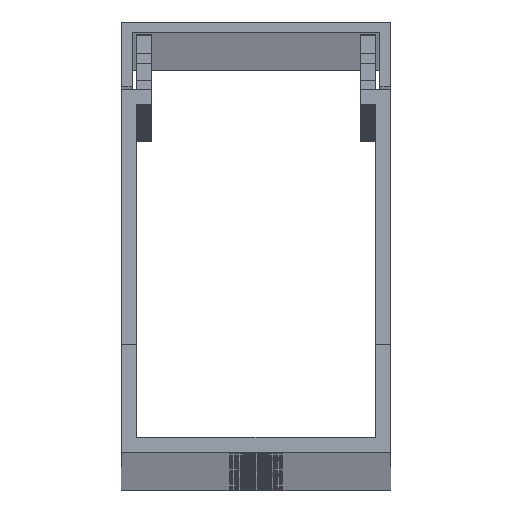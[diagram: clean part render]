
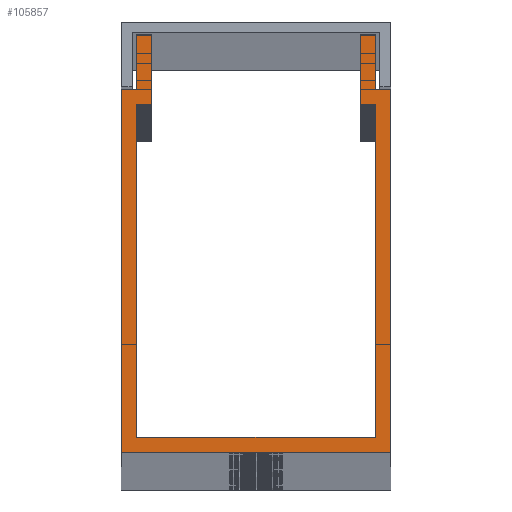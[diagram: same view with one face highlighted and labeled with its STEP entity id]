
A CAD part, top view. The second image highlights one B-rep face of the part: STEP entity #105857.
In plain terms, the highlighted planar face has unit normal (0, 0, 1).
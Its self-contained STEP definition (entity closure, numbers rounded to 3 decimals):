
#382 = CARTESIAN_POINT ( 'NONE',  ( -12.5, 33.75, 1000. ) ) ;
#1553 = CARTESIAN_POINT ( 'NONE',  ( 12.5, 0., 1000. ) ) ;
#4289 = ORIENTED_EDGE ( 'NONE', *, *, #50695, .T. ) ;
#4337 = CARTESIAN_POINT ( 'NONE',  ( -11.1, 33.75, 1000. ) ) ;
#11060 = DIRECTION ( 'NONE',  ( 1., 0., 0. ) ) ;
#11929 = EDGE_CURVE ( 'NONE', #194721, #111302, #100562, .T. ) ;
#14474 = CARTESIAN_POINT ( 'NONE',  ( 9.7, 32.35, 1000. ) ) ;
#20844 = ORIENTED_EDGE ( 'NONE', *, *, #11929, .T. ) ;
#21049 = LINE ( 'NONE', #80611, #110928 ) ;
#23897 = LINE ( 'NONE', #175269, #198337 ) ;
#24936 = VECTOR ( 'NONE', #72316, 1000. ) ;
#25088 = CARTESIAN_POINT ( 'NONE',  ( 11.1, 33.75, 1000. ) ) ;
#30098 = ORIENTED_EDGE ( 'NONE', *, *, #115116, .T. ) ;
#30230 = LINE ( 'NONE', #207578, #24936 ) ;
#30499 = CARTESIAN_POINT ( 'NONE',  ( 12.5, 0., 1000. ) ) ;
#35999 = VECTOR ( 'NONE', #194804, 1000. ) ;
#36208 = VERTEX_POINT ( 'NONE', #14474 ) ;
#37213 = AXIS2_PLACEMENT_3D ( 'NONE', #4337, #38208, #156373 ) ;
#38208 = DIRECTION ( 'NONE',  ( 0., 0., 1. ) ) ;
#38534 = ORIENTED_EDGE ( 'NONE', *, *, #101493, .T. ) ;
#40428 = VERTEX_POINT ( 'NONE', #90901 ) ;
#44118 = DIRECTION ( 'NONE',  ( 0., -1., 0. ) ) ;
#44591 = CARTESIAN_POINT ( 'NONE',  ( 11.1, 10.245, 1000. ) ) ;
#47642 = VERTEX_POINT ( 'NONE', #193954 ) ;
#48827 = CARTESIAN_POINT ( 'NONE',  ( -9.7, 38.8, 1000. ) ) ;
#49732 = DIRECTION ( 'NONE',  ( 0., 1., 0. ) ) ;
#50695 = EDGE_CURVE ( 'NONE', #40428, #151291, #138033, .T. ) ;
#51284 = EDGE_CURVE ( 'NONE', #158580, #138751, #135118, .T. ) ;
#53345 = DIRECTION ( 'NONE',  ( -1., 0., 0. ) ) ;
#59519 = VERTEX_POINT ( 'NONE', #138305 ) ;
#68528 = EDGE_CURVE ( 'NONE', #59519, #158580, #167043, .T. ) ;
#70520 = ORIENTED_EDGE ( 'NONE', *, *, #166358, .T. ) ;
#72316 = DIRECTION ( 'NONE',  ( -1., 0., 0. ) ) ;
#75542 = LINE ( 'NONE', #76556, #35999 ) ;
#76556 = CARTESIAN_POINT ( 'NONE',  ( 11.1, 38.8, 1000. ) ) ;
#78191 = CARTESIAN_POINT ( 'NONE',  ( -9.7, 32.35, 1000. ) ) ;
#79527 = CARTESIAN_POINT ( 'NONE',  ( 11.1, 1.4, 1000. ) ) ;
#80392 = VECTOR ( 'NONE', #193758, 1000. ) ;
#80580 = ORIENTED_EDGE ( 'NONE', *, *, #184320, .T. ) ;
#80611 = CARTESIAN_POINT ( 'NONE',  ( 11.1, 33.75, 1000. ) ) ;
#90901 = CARTESIAN_POINT ( 'NONE',  ( -12.5, 0., 1000. ) ) ;
#92164 = EDGE_LOOP ( 'NONE', ( #136354, #169632, #4289, #192323, #20844, #70520, #191773, #103299, #103312, #202906, #193259, #30098, #80580, #170248, #184851, #38534 ) ) ;
#92545 = CARTESIAN_POINT ( 'NONE',  ( -11.1, 33.75, 1000. ) ) ;
#93474 = DIRECTION ( 'NONE',  ( 1., 0., 0. ) ) ;
#98235 = CARTESIAN_POINT ( 'NONE',  ( 11.1, 1.4, 1000. ) ) ;
#99141 = LINE ( 'NONE', #177705, #138768 ) ;
#100190 = LINE ( 'NONE', #150937, #129220 ) ;
#100562 = LINE ( 'NONE', #153816, #140202 ) ;
#101493 = EDGE_CURVE ( 'NONE', #47642, #178881, #120146, .T. ) ;
#103299 = ORIENTED_EDGE ( 'NONE', *, *, #207458, .T. ) ;
#103312 = ORIENTED_EDGE ( 'NONE', *, *, #141357, .T. ) ;
#105182 = VERTEX_POINT ( 'NONE', #48827 ) ;
#105857 = ADVANCED_FACE ( 'NONE', ( #154800 ), #139456, .T. ) ;
#109447 = DIRECTION ( 'NONE',  ( 0., -1., 0. ) ) ;
#110928 = VECTOR ( 'NONE', #215808, 1000. ) ;
#111302 = VERTEX_POINT ( 'NONE', #25088 ) ;
#111411 = CARTESIAN_POINT ( 'NONE',  ( 9.7, 38.8, 1000. ) ) ;
#112610 = DIRECTION ( 'NONE',  ( 0., -1., 0. ) ) ;
#113236 = CARTESIAN_POINT ( 'NONE',  ( -11.1, 32.35, 1000. ) ) ;
#114776 = DIRECTION ( 'NONE',  ( 0., 1., 0. ) ) ;
#115116 = EDGE_CURVE ( 'NONE', #138751, #176014, #23897, .T. ) ;
#116954 = VECTOR ( 'NONE', #112610, 1000. ) ;
#118715 = VECTOR ( 'NONE', #109447, 1000. ) ;
#120146 = LINE ( 'NONE', #92545, #80392 ) ;
#127619 = LINE ( 'NONE', #111411, #132957 ) ;
#128960 = EDGE_CURVE ( 'NONE', #142852, #137899, #75542, .T. ) ;
#129220 = VECTOR ( 'NONE', #49732, 1000. ) ;
#130900 = CARTESIAN_POINT ( 'NONE',  ( 11.1, 38.8, 1000. ) ) ;
#132957 = VECTOR ( 'NONE', #44118, 1000. ) ;
#133518 = CARTESIAN_POINT ( 'NONE',  ( 12.5, 0., 1000. ) ) ;
#135118 = LINE ( 'NONE', #98235, #214301 ) ;
#135862 = EDGE_CURVE ( 'NONE', #200122, #105182, #100190, .T. ) ;
#136354 = ORIENTED_EDGE ( 'NONE', *, *, #150330, .T. ) ;
#137261 = VECTOR ( 'NONE', #11060, 1000. ) ;
#137899 = VERTEX_POINT ( 'NONE', #174674 ) ;
#138033 = LINE ( 'NONE', #133518, #217284 ) ;
#138305 = CARTESIAN_POINT ( 'NONE',  ( 11.1, 32.35, 1000. ) ) ;
#138751 = VERTEX_POINT ( 'NONE', #167649 ) ;
#138768 = VECTOR ( 'NONE', #93474, 1000. ) ;
#139456 = PLANE ( 'NONE',  #37213 ) ;
#140202 = VECTOR ( 'NONE', #53345, 1000. ) ;
#141357 = EDGE_CURVE ( 'NONE', #36208, #59519, #99141, .T. ) ;
#142852 = VERTEX_POINT ( 'NONE', #130900 ) ;
#144982 = VECTOR ( 'NONE', #114776, 1000. ) ;
#147830 = LINE ( 'NONE', #78191, #137261 ) ;
#148949 = LINE ( 'NONE', #200388, #188612 ) ;
#149711 = DIRECTION ( 'NONE',  ( 1., 0., 0. ) ) ;
#150330 = EDGE_CURVE ( 'NONE', #178881, #218947, #148949, .T. ) ;
#150937 = CARTESIAN_POINT ( 'NONE',  ( -9.7, 38.8, 1000. ) ) ;
#151291 = VERTEX_POINT ( 'NONE', #1553 ) ;
#153816 = CARTESIAN_POINT ( 'NONE',  ( 12.5, 33.75, 1000. ) ) ;
#154800 = FACE_OUTER_BOUND ( 'NONE', #92164, .T. ) ;
#156373 = DIRECTION ( 'NONE',  ( 1., 0., 0. ) ) ;
#158580 = VERTEX_POINT ( 'NONE', #79527 ) ;
#159654 = EDGE_CURVE ( 'NONE', #151291, #194721, #189947, .T. ) ;
#163516 = LINE ( 'NONE', #176629, #118715 ) ;
#166358 = EDGE_CURVE ( 'NONE', #111302, #142852, #21049, .T. ) ;
#167043 = LINE ( 'NONE', #44591, #116954 ) ;
#167649 = CARTESIAN_POINT ( 'NONE',  ( -11.1, 1.4, 1000. ) ) ;
#169632 = ORIENTED_EDGE ( 'NONE', *, *, #188760, .T. ) ;
#170248 = ORIENTED_EDGE ( 'NONE', *, *, #135862, .T. ) ;
#174674 = CARTESIAN_POINT ( 'NONE',  ( 9.7, 38.8, 1000. ) ) ;
#175269 = CARTESIAN_POINT ( 'NONE',  ( -11.1, 1.4, 1000. ) ) ;
#176014 = VERTEX_POINT ( 'NONE', #113236 ) ;
#176629 = CARTESIAN_POINT ( 'NONE',  ( -12.5, 0., 1000. ) ) ;
#177705 = CARTESIAN_POINT ( 'NONE',  ( 9.7, 32.35, 1000. ) ) ;
#178881 = VERTEX_POINT ( 'NONE', #208973 ) ;
#182576 = CARTESIAN_POINT ( 'NONE',  ( 12.5, 33.75, 1000. ) ) ;
#183106 = DIRECTION ( 'NONE',  ( -1., 0., 0. ) ) ;
#184320 = EDGE_CURVE ( 'NONE', #176014, #200122, #147830, .T. ) ;
#184851 = ORIENTED_EDGE ( 'NONE', *, *, #185976, .T. ) ;
#185976 = EDGE_CURVE ( 'NONE', #105182, #47642, #30230, .T. ) ;
#188612 = VECTOR ( 'NONE', #217314, 1000. ) ;
#188760 = EDGE_CURVE ( 'NONE', #218947, #40428, #163516, .T. ) ;
#189947 = LINE ( 'NONE', #30499, #144982 ) ;
#190264 = CARTESIAN_POINT ( 'NONE',  ( -9.7, 32.35, 1000. ) ) ;
#191773 = ORIENTED_EDGE ( 'NONE', *, *, #128960, .T. ) ;
#192323 = ORIENTED_EDGE ( 'NONE', *, *, #159654, .T. ) ;
#193259 = ORIENTED_EDGE ( 'NONE', *, *, #51284, .T. ) ;
#193758 = DIRECTION ( 'NONE',  ( 0., -1., 0. ) ) ;
#193954 = CARTESIAN_POINT ( 'NONE',  ( -11.1, 38.8, 1000. ) ) ;
#194721 = VERTEX_POINT ( 'NONE', #182576 ) ;
#194804 = DIRECTION ( 'NONE',  ( -1., 0., 0. ) ) ;
#198337 = VECTOR ( 'NONE', #209254, 1000. ) ;
#200122 = VERTEX_POINT ( 'NONE', #190264 ) ;
#200388 = CARTESIAN_POINT ( 'NONE',  ( -12.5, 33.75, 1000. ) ) ;
#202906 = ORIENTED_EDGE ( 'NONE', *, *, #68528, .T. ) ;
#207458 = EDGE_CURVE ( 'NONE', #137899, #36208, #127619, .T. ) ;
#207578 = CARTESIAN_POINT ( 'NONE',  ( -11.1, 38.8, 1000. ) ) ;
#208973 = CARTESIAN_POINT ( 'NONE',  ( -11.1, 33.75, 1000. ) ) ;
#209254 = DIRECTION ( 'NONE',  ( 0., 1., 0. ) ) ;
#214301 = VECTOR ( 'NONE', #183106, 1000. ) ;
#215808 = DIRECTION ( 'NONE',  ( 0., 1., 0. ) ) ;
#217284 = VECTOR ( 'NONE', #149711, 1000. ) ;
#217314 = DIRECTION ( 'NONE',  ( -1., 0., 0. ) ) ;
#218947 = VERTEX_POINT ( 'NONE', #382 ) ;
